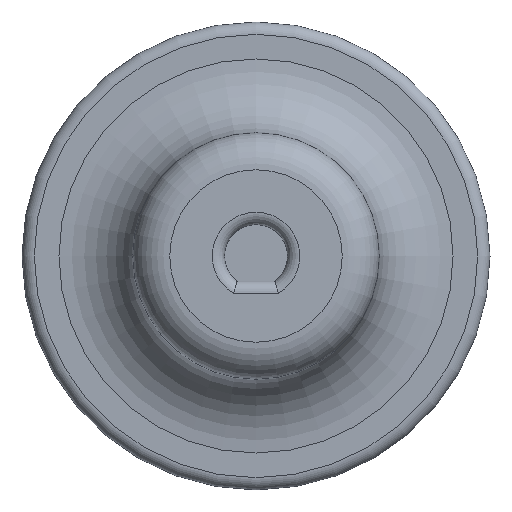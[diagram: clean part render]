
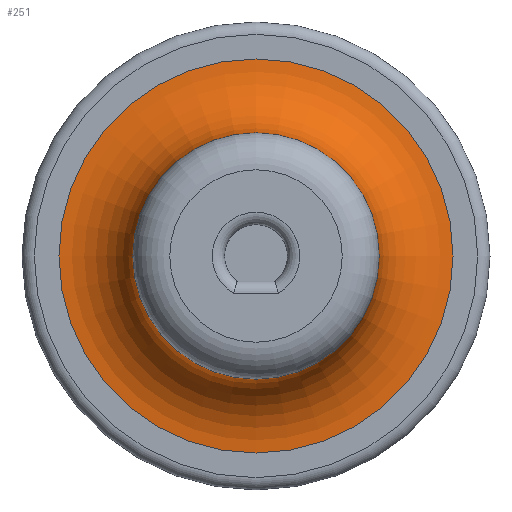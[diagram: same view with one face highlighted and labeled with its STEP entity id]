
A CAD part, front view. The second image highlights one B-rep face of the part: STEP entity #251.
In plain terms, the highlighted toroidal (fillet/blend) face has major radius 16 mm and minor radius 6 mm.
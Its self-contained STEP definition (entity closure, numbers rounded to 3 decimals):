
#60=FACE_OUTER_BOUND('',#80,.T.);
#80=EDGE_LOOP('',(#220,#221,#222,#223,#224));
#89=CIRCLE('',#277,10.);
#90=CIRCLE('',#278,10.);
#105=CIRCLE('',#303,16.);
#106=CIRCLE('',#305,6.);
#113=VERTEX_POINT('',#417);
#114=VERTEX_POINT('',#419);
#129=VERTEX_POINT('',#490);
#137=EDGE_CURVE('',#114,#113,#89,.T.);
#138=EDGE_CURVE('',#113,#114,#90,.T.);
#161=EDGE_CURVE('',#129,#129,#105,.T.);
#162=EDGE_CURVE('',#114,#129,#106,.T.);
#220=ORIENTED_EDGE('',*,*,#138,.T.);
#221=ORIENTED_EDGE('',*,*,#162,.T.);
#222=ORIENTED_EDGE('',*,*,#161,.T.);
#223=ORIENTED_EDGE('',*,*,#162,.F.);
#224=ORIENTED_EDGE('',*,*,#137,.T.);
#237=TOROIDAL_SURFACE('',#304,16.,6.);
#251=ADVANCED_FACE('',(#60),#237,.F.);
#277=AXIS2_PLACEMENT_3D('',#420,#330,#331);
#278=AXIS2_PLACEMENT_3D('',#421,#332,#333);
#303=AXIS2_PLACEMENT_3D('',#491,#388,#389);
#304=AXIS2_PLACEMENT_3D('',#492,#390,#391);
#305=AXIS2_PLACEMENT_3D('',#493,#392,#393);
#330=DIRECTION('center_axis',(0.,1.,0.));
#331=DIRECTION('ref_axis',(-1.,0.,0.));
#332=DIRECTION('center_axis',(0.,1.,0.));
#333=DIRECTION('ref_axis',(-1.,0.,0.));
#388=DIRECTION('center_axis',(0.,-1.,0.));
#389=DIRECTION('ref_axis',(-1.,0.,0.));
#390=DIRECTION('center_axis',(0.,1.,0.));
#391=DIRECTION('ref_axis',(0.,0.,1.));
#392=DIRECTION('center_axis',(-1.,0.,0.));
#393=DIRECTION('ref_axis',(0.,0.,-1.));
#417=CARTESIAN_POINT('',(-10.,110.661,-24.927));
#419=CARTESIAN_POINT('',(0.,110.661,-34.927));
#420=CARTESIAN_POINT('Origin',(0.,110.661,-24.927));
#421=CARTESIAN_POINT('Origin',(0.,110.661,-24.927));
#490=CARTESIAN_POINT('',(0.,116.661,-40.927));
#491=CARTESIAN_POINT('Origin',(0.,116.661,-24.927));
#492=CARTESIAN_POINT('Origin',(0.,110.661,-24.927));
#493=CARTESIAN_POINT('Origin',(0.,110.661,-40.927));
